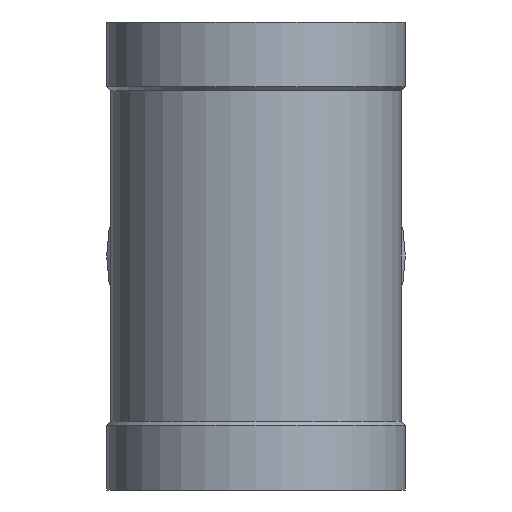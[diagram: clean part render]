
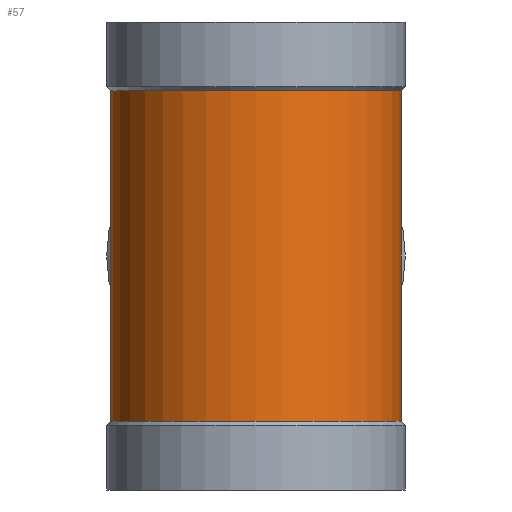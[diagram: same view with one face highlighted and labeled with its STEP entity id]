
A CAD part, left-side view. The second image highlights one B-rep face of the part: STEP entity #57.
In plain terms, the highlighted cylindrical face has radius 90 mm (diameter 180 mm), a full revolution.
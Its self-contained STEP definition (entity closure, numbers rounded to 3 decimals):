
#57 = ADVANCED_FACE( '', ( #126, #127, #128 ), #129, .T. );
#126 = FACE_OUTER_BOUND( '', #211, .T. );
#127 = FACE_BOUND( '', #212, .T. );
#128 = FACE_OUTER_BOUND( '', #213, .T. );
#129 = CYLINDRICAL_SURFACE( '', #214, 90. );
#211 = EDGE_LOOP( '', ( #305 ) );
#212 = EDGE_LOOP( '', ( #306, #307 ) );
#213 = EDGE_LOOP( '', ( #308 ) );
#214 = AXIS2_PLACEMENT_3D( '', #309, #310, #311 );
#305 = ORIENTED_EDGE( '', *, *, #402, .T. );
#306 = ORIENTED_EDGE( '', *, *, #394, .F. );
#307 = ORIENTED_EDGE( '', *, *, #395, .F. );
#308 = ORIENTED_EDGE( '', *, *, #403, .F. );
#309 = CARTESIAN_POINT( '', ( 0., 0., -145. ) );
#310 = DIRECTION( '', ( 0., 0., 1. ) );
#311 = DIRECTION( '', ( -1., 0., 0. ) );
#394 = EDGE_CURVE( '', #443, #444, #445, .T. );
#395 = EDGE_CURVE( '', #444, #443, #446, .F. );
#402 = EDGE_CURVE( '', #456, #456, #457, .T. );
#403 = EDGE_CURVE( '', #458, #458, #459, .T. );
#443 = VERTEX_POINT( '', #506 );
#444 = VERTEX_POINT( '', #507 );
#445 = ELLIPSE( '', #508, 127.279, 90. );
#446 = ELLIPSE( '', #509, 127.279, 90. );
#456 = VERTEX_POINT( '', #519 );
#457 = CIRCLE( '', #520, 90. );
#458 = VERTEX_POINT( '', #521 );
#459 = CIRCLE( '', #522, 90. );
#506 = CARTESIAN_POINT( '', ( 0., 90., 0. ) );
#507 = CARTESIAN_POINT( '', ( 0., -90., 0. ) );
#508 = AXIS2_PLACEMENT_3D( '', #572, #573, #574 );
#509 = AXIS2_PLACEMENT_3D( '', #575, #576, #577 );
#519 = CARTESIAN_POINT( '', ( -90., 0., 102.5 ) );
#520 = AXIS2_PLACEMENT_3D( '', #587, #588, #589 );
#521 = CARTESIAN_POINT( '', ( -90., 0., -102.5 ) );
#522 = AXIS2_PLACEMENT_3D( '', #590, #591, #592 );
#572 = CARTESIAN_POINT( '', ( 0., 0., 0. ) );
#573 = DIRECTION( '', ( 0.707, 0., -0.707 ) );
#574 = DIRECTION( '', ( -0.707, 0., -0.707 ) );
#575 = CARTESIAN_POINT( '', ( 0., 0., 0. ) );
#576 = DIRECTION( '', ( -0.707, 0., -0.707 ) );
#577 = DIRECTION( '', ( 0.707, 0., -0.707 ) );
#587 = CARTESIAN_POINT( '', ( 0., 0., 102.5 ) );
#588 = DIRECTION( '', ( 0., 0., -1. ) );
#589 = DIRECTION( '', ( -1., 0., 0. ) );
#590 = CARTESIAN_POINT( '', ( 0., 0., -102.5 ) );
#591 = DIRECTION( '', ( 0., 0., -1. ) );
#592 = DIRECTION( '', ( -1., 0., 0. ) );
